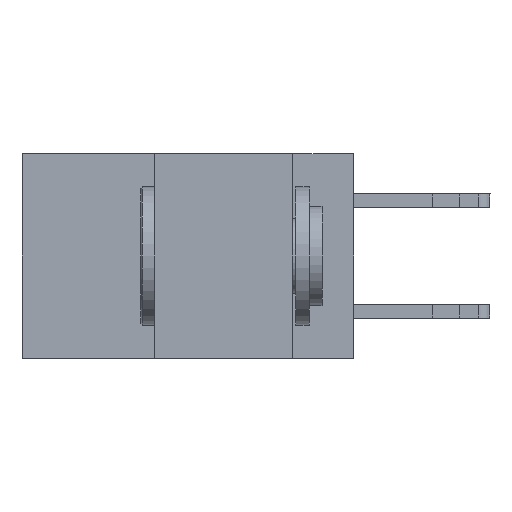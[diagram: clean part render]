
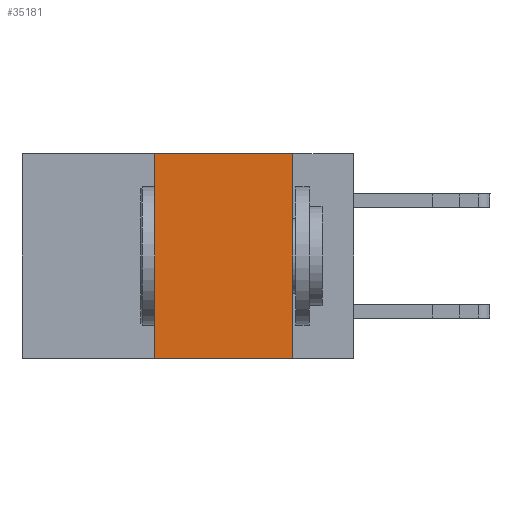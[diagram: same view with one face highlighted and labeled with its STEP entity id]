
A CAD part, left-side view. The second image highlights one B-rep face of the part: STEP entity #35181.
In plain terms, the highlighted planar face has unit normal (-1, 0, 0).
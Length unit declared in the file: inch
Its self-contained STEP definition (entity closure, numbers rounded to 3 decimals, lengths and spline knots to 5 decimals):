
#38 = EDGE_CURVE ( 'NONE', #10327, #18118, #9949, .T. ) ;
#3395 = EDGE_LOOP ( 'NONE', ( #14190, #4586, #15053, #33118 ) ) ;
#4095 = FACE_OUTER_BOUND ( 'NONE', #3395, .T. ) ;
#4147 = CARTESIAN_POINT ( 'NONE',  ( 0., 0.6, 0. ) ) ;
#4586 = ORIENTED_EDGE ( 'NONE', *, *, #18682, .F. ) ;
#6456 = CARTESIAN_POINT ( 'NONE',  ( 0., 0.36, 0. ) ) ;
#7696 = VERTEX_POINT ( 'NONE', #6456 ) ;
#7778 = VECTOR ( 'NONE', #15168, 39.37008 ) ;
#9949 = LINE ( 'NONE', #34002, #20437 ) ;
#10327 = VERTEX_POINT ( 'NONE', #25742 ) ;
#12137 = PLANE ( 'NONE',  #32338 ) ;
#13984 = VECTOR ( 'NONE', #34862, 39.37008 ) ;
#14190 = ORIENTED_EDGE ( 'NONE', *, *, #38, .F. ) ;
#15053 = ORIENTED_EDGE ( 'NONE', *, *, #18726, .F. ) ;
#15168 = DIRECTION ( 'NONE',  ( 0., -1., 0. ) ) ;
#15337 = LINE ( 'NONE', #4147, #7778 ) ;
#16618 = LINE ( 'NONE', #32050, #13984 ) ;
#17155 = CARTESIAN_POINT ( 'NONE',  ( 0., 0.36, -0.37 ) ) ;
#18118 = VERTEX_POINT ( 'NONE', #30822 ) ;
#18682 = EDGE_CURVE ( 'NONE', #7696, #10327, #15337, .T. ) ;
#18726 = EDGE_CURVE ( 'NONE', #23762, #7696, #20524, .T. ) ;
#18839 = EDGE_CURVE ( 'NONE', #23762, #18118, #16618, .T. ) ;
#19653 = VECTOR ( 'NONE', #33237, 39.37008 ) ;
#20437 = VECTOR ( 'NONE', #28650, 39.37008 ) ;
#20524 = LINE ( 'NONE', #21850, #19653 ) ;
#21850 = CARTESIAN_POINT ( 'NONE',  ( 0., 0.36, 0. ) ) ;
#23243 = CARTESIAN_POINT ( 'NONE',  ( 0., 0.6, 0. ) ) ;
#23762 = VERTEX_POINT ( 'NONE', #17155 ) ;
#25742 = CARTESIAN_POINT ( 'NONE',  ( 0., 0.11, 0. ) ) ;
#28650 = DIRECTION ( 'NONE',  ( 0., 0., -1. ) ) ;
#30822 = CARTESIAN_POINT ( 'NONE',  ( 0., 0.11, -0.37 ) ) ;
#31445 = DIRECTION ( 'NONE',  ( 1., 0., 0. ) ) ;
#31699 = DIRECTION ( 'NONE',  ( 0., 0., -1. ) ) ;
#32050 = CARTESIAN_POINT ( 'NONE',  ( 0., 0.6, -0.37 ) ) ;
#32338 = AXIS2_PLACEMENT_3D ( 'NONE', #23243, #31445, #31699 ) ;
#33118 = ORIENTED_EDGE ( 'NONE', *, *, #18839, .T. ) ;
#33237 = DIRECTION ( 'NONE',  ( 0., 0., 1. ) ) ;
#34002 = CARTESIAN_POINT ( 'NONE',  ( 0., 0.11, 0. ) ) ;
#34862 = DIRECTION ( 'NONE',  ( 0., -1., 0. ) ) ;
#35181 = ADVANCED_FACE ( 'NONE', ( #4095 ), #12137, .F. ) ;
